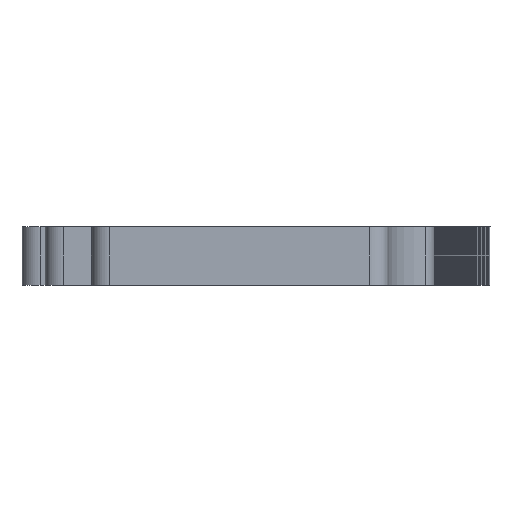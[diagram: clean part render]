
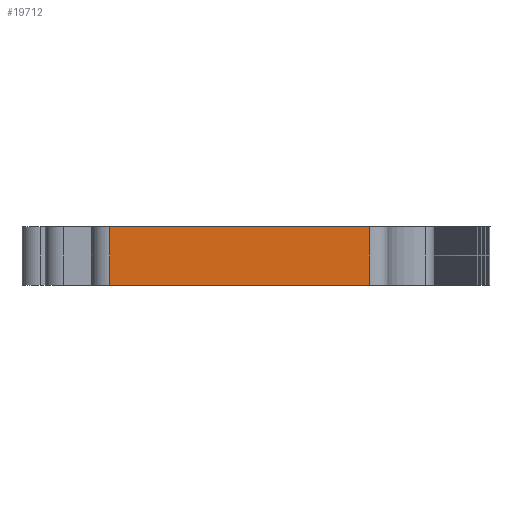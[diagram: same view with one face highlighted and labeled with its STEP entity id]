
A CAD part, left-side view. The second image highlights one B-rep face of the part: STEP entity #19712.
In plain terms, the highlighted planar face has unit normal (-1, 0, 0).
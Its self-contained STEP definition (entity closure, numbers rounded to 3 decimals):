
#836=PLANE('',#21505);
#1853=FACE_OUTER_BOUND('',#2938,.T.);
#2938=EDGE_LOOP('',(#18232,#18233,#18234,#18235));
#2996=LINE('',#27267,#4919);
#3686=LINE('',#30289,#5609);
#4862=LINE('',#34263,#6785);
#4863=LINE('',#34265,#6786);
#4919=VECTOR('',#21591,10.);
#5609=VECTOR('',#23235,10.);
#6785=VECTOR('',#26975,10.);
#6786=VECTOR('',#26978,10.);
#7697=VERTEX_POINT('',#27258);
#7698=VERTEX_POINT('',#27266);
#8855=VERTEX_POINT('',#30280);
#8856=VERTEX_POINT('',#30288);
#9642=EDGE_CURVE('',#7697,#7698,#2996,.T.);
#10850=EDGE_CURVE('',#8855,#8856,#3686,.T.);
#12463=EDGE_CURVE('',#8855,#7698,#4862,.T.);
#12464=EDGE_CURVE('',#8856,#7697,#4863,.T.);
#18232=ORIENTED_EDGE('',*,*,#12463,.T.);
#18233=ORIENTED_EDGE('',*,*,#9642,.F.);
#18234=ORIENTED_EDGE('',*,*,#12464,.F.);
#18235=ORIENTED_EDGE('',*,*,#10850,.F.);
#19712=ADVANCED_FACE('',(#1853),#836,.T.);
#21505=AXIS2_PLACEMENT_3D('',#34264,#26976,#26977);
#21591=DIRECTION('',(0.,-1.,0.));
#23235=DIRECTION('',(0.,1.,0.));
#26975=DIRECTION('',(0.,0.,1.));
#26976=DIRECTION('center_axis',(-1.,0.,0.));
#26977=DIRECTION('ref_axis',(0.,-1.,0.));
#26978=DIRECTION('',(0.,0.,1.));
#27258=CARTESIAN_POINT('',(-59.613,20.15,2.6));
#27266=CARTESIAN_POINT('',(-59.613,-33.5,2.6));
#27267=CARTESIAN_POINT('',(-59.613,20.15,2.6));
#30280=CARTESIAN_POINT('',(-59.613,-33.5,-9.5));
#30288=CARTESIAN_POINT('',(-59.613,20.15,-9.5));
#30289=CARTESIAN_POINT('',(-59.613,20.15,-9.5));
#34263=CARTESIAN_POINT('',(-59.613,-33.5,0.));
#34264=CARTESIAN_POINT('Origin',(-59.613,20.15,0.));
#34265=CARTESIAN_POINT('',(-59.613,20.15,0.));
